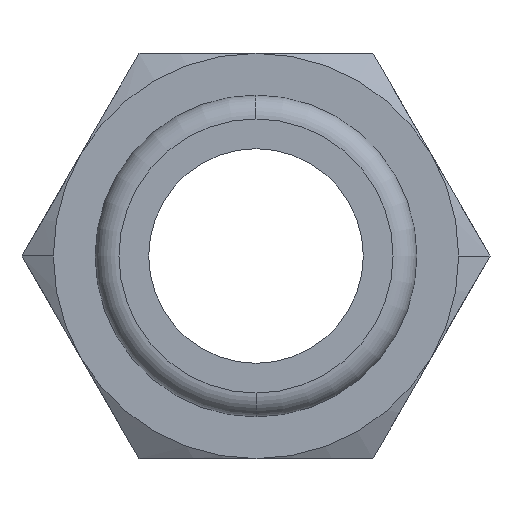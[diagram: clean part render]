
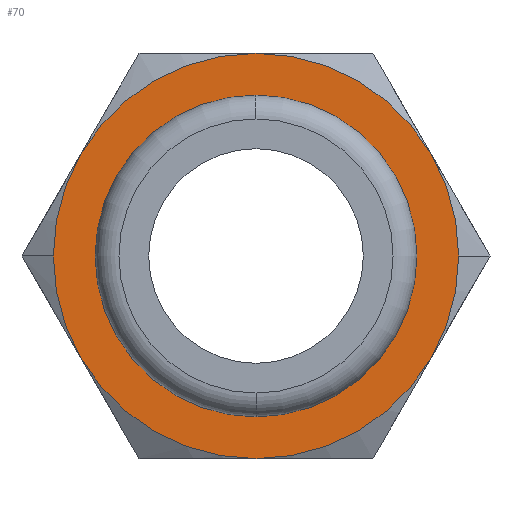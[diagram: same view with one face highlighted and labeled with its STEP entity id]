
A CAD part, front view. The second image highlights one B-rep face of the part: STEP entity #70.
In plain terms, the highlighted planar face has unit normal (0, -1, 0).
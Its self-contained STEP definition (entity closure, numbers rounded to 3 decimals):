
#70=ADVANCED_FACE('',(#174,#175),#176,.T.);
#174=FACE_OUTER_BOUND('',#313,.T.);
#175=FACE_BOUND('',#314,.T.);
#176=PLANE('',#315);
#313=EDGE_LOOP('',(#454,#455,#456,#457,#458,#459,#460,#461));
#314=EDGE_LOOP('',(#462,#463));
#315=AXIS2_PLACEMENT_3D('',#464,#465,#466);
#454=ORIENTED_EDGE('',*,*,#798,.T.);
#455=ORIENTED_EDGE('',*,*,#799,.T.);
#456=ORIENTED_EDGE('',*,*,#800,.T.);
#457=ORIENTED_EDGE('',*,*,#801,.T.);
#458=ORIENTED_EDGE('',*,*,#790,.T.);
#459=ORIENTED_EDGE('',*,*,#802,.T.);
#460=ORIENTED_EDGE('',*,*,#803,.T.);
#461=ORIENTED_EDGE('',*,*,#804,.T.);
#462=ORIENTED_EDGE('',*,*,#805,.F.);
#463=ORIENTED_EDGE('',*,*,#806,.F.);
#464=CARTESIAN_POINT('',(-4.25,15.5,0.0));
#465=DIRECTION('',(0.,-1.0,0.0));
#466=DIRECTION('',(-1.0,0.,0.0));
#790=EDGE_CURVE('',#925,#922,#926,.T.);
#798=EDGE_CURVE('',#938,#939,#940,.T.);
#799=EDGE_CURVE('',#939,#941,#942,.T.);
#800=EDGE_CURVE('',#941,#943,#944,.T.);
#801=EDGE_CURVE('',#943,#925,#945,.T.);
#802=EDGE_CURVE('',#922,#946,#947,.T.);
#803=EDGE_CURVE('',#946,#948,#949,.T.);
#804=EDGE_CURVE('',#948,#938,#950,.T.);
#805=EDGE_CURVE('',#951,#952,#953,.T.);
#806=EDGE_CURVE('',#952,#951,#954,.T.);
#922=VERTEX_POINT('',#1110);
#925=VERTEX_POINT('',#1114);
#926=CIRCLE('',#1115,8.5);
#938=VERTEX_POINT('',#1138);
#939=VERTEX_POINT('',#1139);
#940=CIRCLE('',#1140,8.5);
#941=VERTEX_POINT('',#1141);
#942=CIRCLE('',#1142,8.5);
#943=VERTEX_POINT('',#1143);
#944=CIRCLE('',#1144,8.5);
#945=CIRCLE('',#1145,8.5);
#946=VERTEX_POINT('',#1146);
#947=CIRCLE('',#1147,8.5);
#948=VERTEX_POINT('',#1148);
#949=CIRCLE('',#1149,8.5);
#950=CIRCLE('',#1150,8.5);
#951=VERTEX_POINT('',#1151);
#952=VERTEX_POINT('',#1152);
#953=CIRCLE('',#1153,6.75);
#954=CIRCLE('',#1154,6.75);
#1110=CARTESIAN_POINT('',(8.5,15.5,0.));
#1114=CARTESIAN_POINT('',(7.361,15.5,-4.25));
#1115=AXIS2_PLACEMENT_3D('',#1464,#1465,#1466);
#1138=CARTESIAN_POINT('',(-7.361,15.5,4.25));
#1139=CARTESIAN_POINT('',(-8.5,15.5,0.));
#1140=AXIS2_PLACEMENT_3D('',#1479,#1480,#1481);
#1141=CARTESIAN_POINT('',(-7.361,15.5,-4.25));
#1142=AXIS2_PLACEMENT_3D('',#1482,#1483,#1484);
#1143=CARTESIAN_POINT('',(0.,15.5,-8.5));
#1144=AXIS2_PLACEMENT_3D('',#1485,#1486,#1487);
#1145=AXIS2_PLACEMENT_3D('',#1488,#1489,#1490);
#1146=CARTESIAN_POINT('',(7.361,15.5,4.25));
#1147=AXIS2_PLACEMENT_3D('',#1491,#1492,#1493);
#1148=CARTESIAN_POINT('',(0.,15.5,8.5));
#1149=AXIS2_PLACEMENT_3D('',#1494,#1495,#1496);
#1150=AXIS2_PLACEMENT_3D('',#1497,#1498,#1499);
#1151=CARTESIAN_POINT('',(-6.75,15.5,0.));
#1152=CARTESIAN_POINT('',(6.75,15.5,0.));
#1153=AXIS2_PLACEMENT_3D('',#1500,#1501,#1502);
#1154=AXIS2_PLACEMENT_3D('',#1503,#1504,#1505);
#1464=CARTESIAN_POINT('',(0.,15.5,0.0));
#1465=DIRECTION('',(0.,-1.0,0.0));
#1466=DIRECTION('',(-1.0,0.,0.0));
#1479=CARTESIAN_POINT('',(0.,15.5,0.0));
#1480=DIRECTION('',(0.,-1.0,0.0));
#1481=DIRECTION('',(-1.0,0.,0.0));
#1482=CARTESIAN_POINT('',(0.,15.5,0.0));
#1483=DIRECTION('',(0.,-1.0,0.0));
#1484=DIRECTION('',(-1.0,0.,0.0));
#1485=CARTESIAN_POINT('',(0.,15.5,0.0));
#1486=DIRECTION('',(0.,-1.0,0.0));
#1487=DIRECTION('',(-1.0,0.,0.0));
#1488=CARTESIAN_POINT('',(0.,15.5,0.0));
#1489=DIRECTION('',(0.,-1.0,0.0));
#1490=DIRECTION('',(-1.0,0.,0.0));
#1491=CARTESIAN_POINT('',(0.,15.5,0.0));
#1492=DIRECTION('',(0.,-1.0,0.0));
#1493=DIRECTION('',(-1.0,0.,0.0));
#1494=CARTESIAN_POINT('',(0.,15.5,0.0));
#1495=DIRECTION('',(0.,-1.0,0.0));
#1496=DIRECTION('',(-1.0,0.,0.0));
#1497=CARTESIAN_POINT('',(0.,15.5,0.0));
#1498=DIRECTION('',(0.,-1.0,0.0));
#1499=DIRECTION('',(-1.0,0.,0.0));
#1500=CARTESIAN_POINT('',(0.0,15.5,0.0));
#1501=DIRECTION('',(0.,-1.0,0.0));
#1502=DIRECTION('',(1.0,0.,0.0));
#1503=CARTESIAN_POINT('',(0.0,15.5,0.0));
#1504=DIRECTION('',(0.,-1.0,0.0));
#1505=DIRECTION('',(1.0,0.,0.0));
